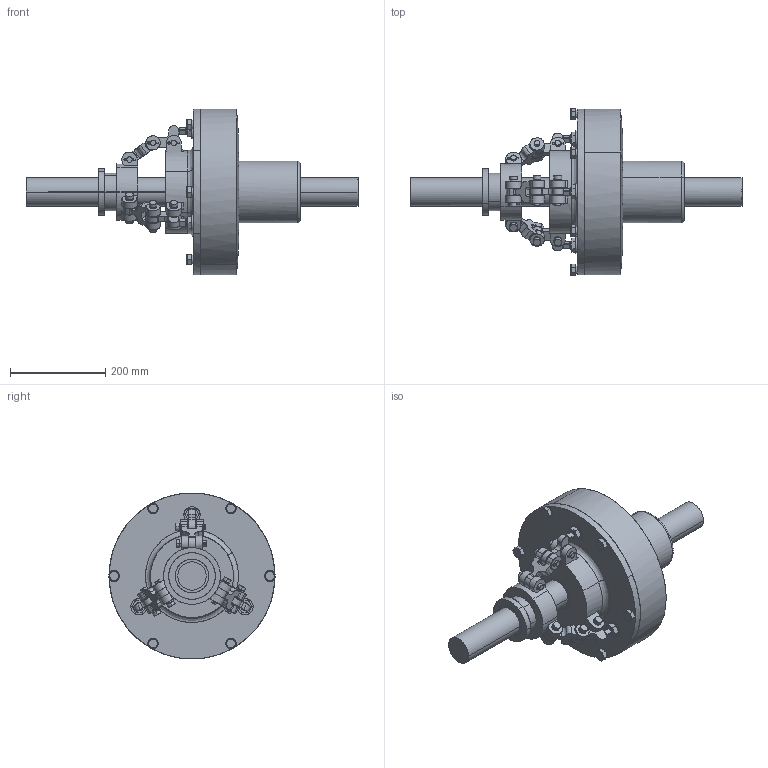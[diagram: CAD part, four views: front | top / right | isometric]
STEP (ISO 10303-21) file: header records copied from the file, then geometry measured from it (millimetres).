
FILE_DESCRIPTION(('FreeCAD Model'),'2;1');
FILE_NAME('Open CASCADE Shape Model','2025-04-17T10:55:29',('FreeCAD'),( 'FreeCAD'),'Open CASCADE STEP processor 7.6','FreeCAD','Unknown');
FILE_SCHEMA(('AUTOMOTIVE_DESIGN { 1 0 10303 214 1 1 1 1 }'));
Products named in the file (1): Open CASCADE STEP translator 7.6 1
Bounding box: 695.79 x 351.18 x 347.9 mm (x, y, z)
Surface area: 2105700.2 mm2 (no closed solid volume)
Topology: 0 solids, 1352 shells, 1352 faces, 7250 edges, 7218 vertices
Faces by surface type: bspline 1352
Entity records: 72453 total; most frequent: CARTESIAN_POINT 39019, ORIENTED_EDGE 7234, EDGE_CURVE 7234, VERTEX_POINT 7218, B_SPLINE_CURVE_WITH_KNOTS 3958, FACE_BOUND 1560, EDGE_LOOP 1560, SHELL_BASED_SURFACE_MODEL 1352
